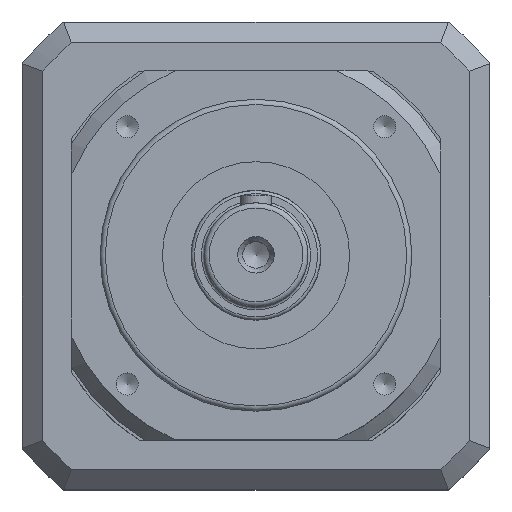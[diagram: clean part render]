
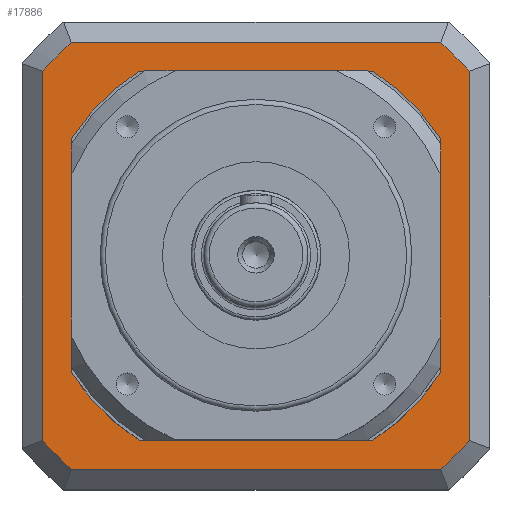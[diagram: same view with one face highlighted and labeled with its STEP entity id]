
A CAD part, top view. The second image highlights one B-rep face of the part: STEP entity #17886.
In plain terms, the highlighted planar face has unit normal (0, 0, 1).
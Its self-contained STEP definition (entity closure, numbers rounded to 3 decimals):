
#17741=CARTESIAN_POINT('',(0.,0.,-133.5));
#17742=DIRECTION('',(0.0,0.0,1.0));
#17743=DIRECTION('',(1.0,0.0,0.0));
#17744=AXIS2_PLACEMENT_3D('',#17741,#17742,#17743);
#17745=PLANE('',#17744);
#17746=CARTESIAN_POINT('',(-71.051,-82.,-133.5));
#17747=VERTEX_POINT('',#17746);
#17748=CARTESIAN_POINT('',(71.051,-82.,-133.5));
#17749=VERTEX_POINT('',#17748);
#17750=CARTESIAN_POINT('',(-71.051,-82.,-133.5));
#17751=DIRECTION('',(1.0,0.0,0.0));
#17752=VECTOR('',#17751,142.102);
#17753=LINE('',#17750,#17752);
#17754=EDGE_CURVE('',#17747,#17749,#17753,.T.);
#17755=ORIENTED_EDGE('',*,*,#17754,.T.);
#17756=CARTESIAN_POINT('',(82.,-71.051,-133.5));
#17757=VERTEX_POINT('',#17756);
#17758=CARTESIAN_POINT('',(0.,0.,-133.5));
#17759=DIRECTION('',(0.0,0.0,1.0));
#17760=DIRECTION('',(1.0,0.0,0.0));
#17761=AXIS2_PLACEMENT_3D('',#17758,#17759,#17760);
#17762=CIRCLE('',#17761,108.5);
#17763=EDGE_CURVE('',#17749,#17757,#17762,.T.);
#17764=ORIENTED_EDGE('',*,*,#17763,.T.);
#17765=CARTESIAN_POINT('',(82.,71.051,-133.5));
#17766=VERTEX_POINT('',#17765);
#17767=CARTESIAN_POINT('',(82.,-71.051,-133.5));
#17768=DIRECTION('',(0.0,1.0,0.0));
#17769=VECTOR('',#17768,142.102);
#17770=LINE('',#17767,#17769);
#17771=EDGE_CURVE('',#17757,#17766,#17770,.T.);
#17772=ORIENTED_EDGE('',*,*,#17771,.T.);
#17773=CARTESIAN_POINT('',(71.051,82.,-133.5));
#17774=VERTEX_POINT('',#17773);
#17775=CARTESIAN_POINT('',(0.,0.,-133.5));
#17776=DIRECTION('',(0.0,0.0,1.0));
#17777=DIRECTION('',(1.0,0.0,0.0));
#17778=AXIS2_PLACEMENT_3D('',#17775,#17776,#17777);
#17779=CIRCLE('',#17778,108.5);
#17780=EDGE_CURVE('',#17766,#17774,#17779,.T.);
#17781=ORIENTED_EDGE('',*,*,#17780,.T.);
#17782=CARTESIAN_POINT('',(-71.051,82.,-133.5));
#17783=VERTEX_POINT('',#17782);
#17784=CARTESIAN_POINT('',(71.051,82.,-133.5));
#17785=DIRECTION('',(-1.0,0.0,0.0));
#17786=VECTOR('',#17785,142.102);
#17787=LINE('',#17784,#17786);
#17788=EDGE_CURVE('',#17774,#17783,#17787,.T.);
#17789=ORIENTED_EDGE('',*,*,#17788,.T.);
#17790=CARTESIAN_POINT('',(-82.,71.051,-133.5));
#17791=VERTEX_POINT('',#17790);
#17792=CARTESIAN_POINT('',(0.,0.,-133.5));
#17793=DIRECTION('',(0.0,0.0,1.0));
#17794=DIRECTION('',(1.0,0.0,0.0));
#17795=AXIS2_PLACEMENT_3D('',#17792,#17793,#17794);
#17796=CIRCLE('',#17795,108.5);
#17797=EDGE_CURVE('',#17783,#17791,#17796,.T.);
#17798=ORIENTED_EDGE('',*,*,#17797,.T.);
#17799=CARTESIAN_POINT('',(-82.,-71.051,-133.5));
#17800=VERTEX_POINT('',#17799);
#17801=CARTESIAN_POINT('',(-82.,71.051,-133.5));
#17802=DIRECTION('',(0.0,-1.0,0.0));
#17803=VECTOR('',#17802,142.102);
#17804=LINE('',#17801,#17803);
#17805=EDGE_CURVE('',#17791,#17800,#17804,.T.);
#17806=ORIENTED_EDGE('',*,*,#17805,.T.);
#17807=CARTESIAN_POINT('',(0.,0.,-133.5));
#17808=DIRECTION('',(0.0,0.0,1.0));
#17809=DIRECTION('',(1.0,0.0,0.0));
#17810=AXIS2_PLACEMENT_3D('',#17807,#17808,#17809);
#17811=CIRCLE('',#17810,108.5);
#17812=EDGE_CURVE('',#17800,#17747,#17811,.T.);
#17813=ORIENTED_EDGE('',*,*,#17812,.T.);
#17814=EDGE_LOOP('',(#17755,#17764,#17772,#17781,#17789,#17798,#17806,#17813));
#17815=FACE_OUTER_BOUND('',#17814,.T.);
#17816=CARTESIAN_POINT('',(-71.,42.988,-133.5));
#17817=VERTEX_POINT('',#17816);
#17818=CARTESIAN_POINT('',(-71.,-42.988,-133.5));
#17819=VERTEX_POINT('',#17818);
#17820=CARTESIAN_POINT('',(-71.,42.988,-133.5));
#17821=DIRECTION('',(0.0,-1.0,0.0));
#17822=VECTOR('',#17821,85.977);
#17823=LINE('',#17820,#17822);
#17824=EDGE_CURVE('',#17817,#17819,#17823,.T.);
#17825=ORIENTED_EDGE('',*,*,#17824,.F.);
#17826=CARTESIAN_POINT('',(-42.988,71.,-133.5));
#17827=VERTEX_POINT('',#17826);
#17828=CARTESIAN_POINT('',(0.,0.,-133.5));
#17829=DIRECTION('',(0.0,0.0,1.0));
#17830=DIRECTION('',(1.0,0.0,0.0));
#17831=AXIS2_PLACEMENT_3D('',#17828,#17829,#17830);
#17832=CIRCLE('',#17831,83.0);
#17833=EDGE_CURVE('',#17827,#17817,#17832,.T.);
#17834=ORIENTED_EDGE('',*,*,#17833,.F.);
#17835=CARTESIAN_POINT('',(42.988,71.,-133.5));
#17836=VERTEX_POINT('',#17835);
#17837=CARTESIAN_POINT('',(42.988,71.,-133.5));
#17838=DIRECTION('',(-1.0,0.0,0.0));
#17839=VECTOR('',#17838,85.977);
#17840=LINE('',#17837,#17839);
#17841=EDGE_CURVE('',#17836,#17827,#17840,.T.);
#17842=ORIENTED_EDGE('',*,*,#17841,.F.);
#17843=CARTESIAN_POINT('',(71.,42.988,-133.5));
#17844=VERTEX_POINT('',#17843);
#17845=CARTESIAN_POINT('',(0.,0.,-133.5));
#17846=DIRECTION('',(0.0,0.0,1.0));
#17847=DIRECTION('',(1.0,0.0,0.0));
#17848=AXIS2_PLACEMENT_3D('',#17845,#17846,#17847);
#17849=CIRCLE('',#17848,83.0);
#17850=EDGE_CURVE('',#17844,#17836,#17849,.T.);
#17851=ORIENTED_EDGE('',*,*,#17850,.F.);
#17852=CARTESIAN_POINT('',(71.,-42.988,-133.5));
#17853=VERTEX_POINT('',#17852);
#17854=CARTESIAN_POINT('',(71.,-42.988,-133.5));
#17855=DIRECTION('',(0.0,1.0,0.0));
#17856=VECTOR('',#17855,85.977);
#17857=LINE('',#17854,#17856);
#17858=EDGE_CURVE('',#17853,#17844,#17857,.T.);
#17859=ORIENTED_EDGE('',*,*,#17858,.F.);
#17860=CARTESIAN_POINT('',(42.988,-71.,-133.5));
#17861=VERTEX_POINT('',#17860);
#17862=CARTESIAN_POINT('',(0.,0.,-133.5));
#17863=DIRECTION('',(0.0,0.0,1.0));
#17864=DIRECTION('',(1.0,0.0,0.0));
#17865=AXIS2_PLACEMENT_3D('',#17862,#17863,#17864);
#17866=CIRCLE('',#17865,83.0);
#17867=EDGE_CURVE('',#17861,#17853,#17866,.T.);
#17868=ORIENTED_EDGE('',*,*,#17867,.F.);
#17869=CARTESIAN_POINT('',(-42.988,-71.,-133.5));
#17870=VERTEX_POINT('',#17869);
#17871=CARTESIAN_POINT('',(-42.988,-71.,-133.5));
#17872=DIRECTION('',(1.0,0.0,0.0));
#17873=VECTOR('',#17872,85.977);
#17874=LINE('',#17871,#17873);
#17875=EDGE_CURVE('',#17870,#17861,#17874,.T.);
#17876=ORIENTED_EDGE('',*,*,#17875,.F.);
#17877=CARTESIAN_POINT('',(0.,0.,-133.5));
#17878=DIRECTION('',(0.0,0.0,1.0));
#17879=DIRECTION('',(1.0,0.0,0.0));
#17880=AXIS2_PLACEMENT_3D('',#17877,#17878,#17879);
#17881=CIRCLE('',#17880,83.0);
#17882=EDGE_CURVE('',#17819,#17870,#17881,.T.);
#17883=ORIENTED_EDGE('',*,*,#17882,.F.);
#17884=EDGE_LOOP('',(#17825,#17834,#17842,#17851,#17859,#17868,#17876,#17883));
#17885=FACE_BOUND('',#17884,.T.);
#17886=ADVANCED_FACE('',(#17815,#17885),#17745,.T.);
